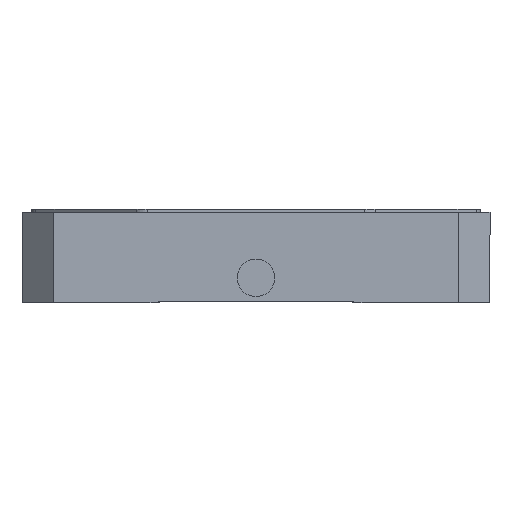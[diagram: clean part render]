
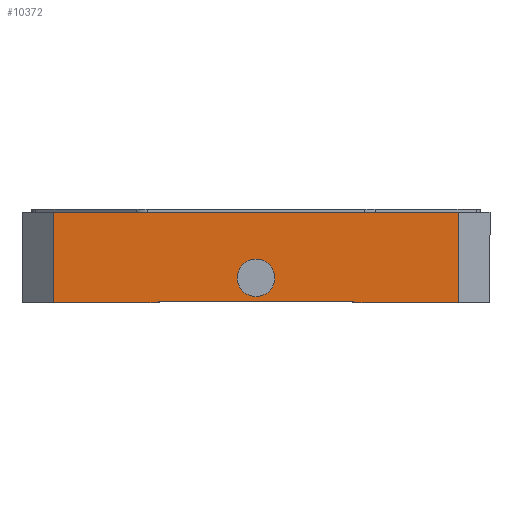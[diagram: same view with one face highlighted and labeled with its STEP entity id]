
A CAD part, front view. The second image highlights one B-rep face of the part: STEP entity #10372.
In plain terms, the highlighted planar face has unit normal (0, -1, 0).
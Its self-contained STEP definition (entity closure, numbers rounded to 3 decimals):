
#143 = ORIENTED_EDGE ( 'NONE', *, *, #10229, .T. ) ;
#269 = EDGE_CURVE ( 'NONE', #10465, #6281, #8800, .T. ) ;
#284 = EDGE_CURVE ( 'NONE', #6539, #12021, #10767, .T. ) ;
#493 = DIRECTION ( 'NONE',  ( 0., 0., 1. ) ) ;
#515 = EDGE_CURVE ( 'NONE', #4462, #9342, #9249, .T. ) ;
#865 = CARTESIAN_POINT ( 'NONE',  ( -75., -75., 0. ) ) ;
#885 = CARTESIAN_POINT ( 'NONE',  ( -75., -75., 233.632 ) ) ;
#895 = EDGE_LOOP ( 'NONE', ( #8200, #1288 ) ) ;
#966 = CARTESIAN_POINT ( 'NONE',  ( 75., -75., 29. ) ) ;
#1288 = ORIENTED_EDGE ( 'NONE', *, *, #1573, .F. ) ;
#1422 = CIRCLE ( 'NONE', #9086, 6. ) ;
#1432 = DIRECTION ( 'NONE',  ( 0., -1., 0. ) ) ;
#1573 = EDGE_CURVE ( 'NONE', #6281, #10465, #1422, .T. ) ;
#1779 = CARTESIAN_POINT ( 'NONE',  ( 65., -75., 0. ) ) ;
#1859 = VECTOR ( 'NONE', #3596, 1000. ) ;
#2185 = VECTOR ( 'NONE', #4883, 1000. ) ;
#2229 = EDGE_CURVE ( 'NONE', #6108, #6539, #11930, .T. ) ;
#2491 = FACE_OUTER_BOUND ( 'NONE', #12531, .T. ) ;
#2607 = CARTESIAN_POINT ( 'NONE',  ( -75., -75., 0. ) ) ;
#2617 = CARTESIAN_POINT ( 'NONE',  ( 31.066, -75., 0.5 ) ) ;
#2808 = FACE_BOUND ( 'NONE', #895, .T. ) ;
#2838 = VECTOR ( 'NONE', #5022, 1000. ) ;
#2839 = PLANE ( 'NONE',  #4262 ) ;
#2941 = ORIENTED_EDGE ( 'NONE', *, *, #6978, .F. ) ;
#2983 = VECTOR ( 'NONE', #10195, 1000. ) ;
#3069 = ORIENTED_EDGE ( 'NONE', *, *, #2229, .T. ) ;
#3172 = CARTESIAN_POINT ( 'NONE',  ( -65., -75., 233.632 ) ) ;
#3248 = VERTEX_POINT ( 'NONE', #12400 ) ;
#3323 = ORIENTED_EDGE ( 'NONE', *, *, #7216, .F. ) ;
#3523 = DIRECTION ( 'NONE',  ( 0., -1., 0. ) ) ;
#3596 = DIRECTION ( 'NONE',  ( 0., 0., -1. ) ) ;
#3712 = VECTOR ( 'NONE', #493, 1000. ) ;
#3720 = VECTOR ( 'NONE', #7695, 1000. ) ;
#3809 = DIRECTION ( 'NONE',  ( 0., 0., 1. ) ) ;
#3823 = ORIENTED_EDGE ( 'NONE', *, *, #515, .T. ) ;
#4085 = LINE ( 'NONE', #3172, #8996 ) ;
#4143 = DIRECTION ( 'NONE',  ( 0., 0., -1. ) ) ;
#4262 = AXIS2_PLACEMENT_3D ( 'NONE', #885, #9684, #3809 ) ;
#4461 = LINE ( 'NONE', #966, #2185 ) ;
#4462 = VERTEX_POINT ( 'NONE', #5314 ) ;
#4883 = DIRECTION ( 'NONE',  ( 1., 0., 0. ) ) ;
#4943 = EDGE_CURVE ( 'NONE', #7098, #4462, #4085, .T. ) ;
#4979 = ORIENTED_EDGE ( 'NONE', *, *, #4943, .T. ) ;
#5022 = DIRECTION ( 'NONE',  ( -1., 0., 0. ) ) ;
#5225 = CARTESIAN_POINT ( 'NONE',  ( -65., -75., 29. ) ) ;
#5314 = CARTESIAN_POINT ( 'NONE',  ( -65., -75., 0. ) ) ;
#5372 = CARTESIAN_POINT ( 'NONE',  ( 65., -75., 233.632 ) ) ;
#5959 = CARTESIAN_POINT ( 'NONE',  ( 0., -75., 14. ) ) ;
#6108 = VERTEX_POINT ( 'NONE', #11108 ) ;
#6281 = VERTEX_POINT ( 'NONE', #7448 ) ;
#6289 = CARTESIAN_POINT ( 'NONE',  ( 65., -75., 29. ) ) ;
#6539 = VERTEX_POINT ( 'NONE', #10743 ) ;
#6978 = EDGE_CURVE ( 'NONE', #6108, #3248, #7113, .T. ) ;
#7098 = VERTEX_POINT ( 'NONE', #5225 ) ;
#7113 = LINE ( 'NONE', #10861, #2838 ) ;
#7216 = EDGE_CURVE ( 'NONE', #3248, #9342, #9865, .T. ) ;
#7266 = CARTESIAN_POINT ( 'NONE',  ( 0., -75., 8. ) ) ;
#7448 = CARTESIAN_POINT ( 'NONE',  ( 0., -75., 2. ) ) ;
#7695 = DIRECTION ( 'NONE',  ( 1., 0., 0. ) ) ;
#8200 = ORIENTED_EDGE ( 'NONE', *, *, #269, .F. ) ;
#8248 = DIRECTION ( 'NONE',  ( 0., 0., 1. ) ) ;
#8265 = VERTEX_POINT ( 'NONE', #6289 ) ;
#8369 = DIRECTION ( 'NONE',  ( 0., 0., -1. ) ) ;
#8800 = CIRCLE ( 'NONE', #12150, 6. ) ;
#8996 = VECTOR ( 'NONE', #4143, 1000. ) ;
#9086 = AXIS2_PLACEMENT_3D ( 'NONE', #10342, #3523, #9392 ) ;
#9249 = LINE ( 'NONE', #865, #3720 ) ;
#9342 = VERTEX_POINT ( 'NONE', #10539 ) ;
#9392 = DIRECTION ( 'NONE',  ( 0., 0., 1. ) ) ;
#9684 = DIRECTION ( 'NONE',  ( 0., 1., 0. ) ) ;
#9865 = LINE ( 'NONE', #12230, #11513 ) ;
#10195 = DIRECTION ( 'NONE',  ( 1., 0., 0. ) ) ;
#10229 = EDGE_CURVE ( 'NONE', #12021, #8265, #11498, .T. ) ;
#10342 = CARTESIAN_POINT ( 'NONE',  ( 0., -75., 8. ) ) ;
#10372 = ADVANCED_FACE ( 'NONE', ( #2808, #2491 ), #2839, .F. ) ;
#10465 = VERTEX_POINT ( 'NONE', #5959 ) ;
#10539 = CARTESIAN_POINT ( 'NONE',  ( -31.066, -75., 0. ) ) ;
#10743 = CARTESIAN_POINT ( 'NONE',  ( 31.066, -75., 0. ) ) ;
#10767 = LINE ( 'NONE', #2607, #2983 ) ;
#10861 = CARTESIAN_POINT ( 'NONE',  ( -31.066, -75., 0.5 ) ) ;
#10911 = EDGE_CURVE ( 'NONE', #7098, #8265, #4461, .T. ) ;
#11108 = CARTESIAN_POINT ( 'NONE',  ( 31.066, -75., 0.5 ) ) ;
#11498 = LINE ( 'NONE', #5372, #3712 ) ;
#11513 = VECTOR ( 'NONE', #8369, 1000. ) ;
#11930 = LINE ( 'NONE', #2617, #1859 ) ;
#12021 = VERTEX_POINT ( 'NONE', #1779 ) ;
#12150 = AXIS2_PLACEMENT_3D ( 'NONE', #7266, #1432, #8248 ) ;
#12230 = CARTESIAN_POINT ( 'NONE',  ( -31.066, -75., 0.5 ) ) ;
#12400 = CARTESIAN_POINT ( 'NONE',  ( -31.066, -75., 0.5 ) ) ;
#12429 = ORIENTED_EDGE ( 'NONE', *, *, #284, .T. ) ;
#12453 = ORIENTED_EDGE ( 'NONE', *, *, #10911, .F. ) ;
#12531 = EDGE_LOOP ( 'NONE', ( #2941, #3069, #12429, #143, #12453, #4979, #3823, #3323 ) ) ;
